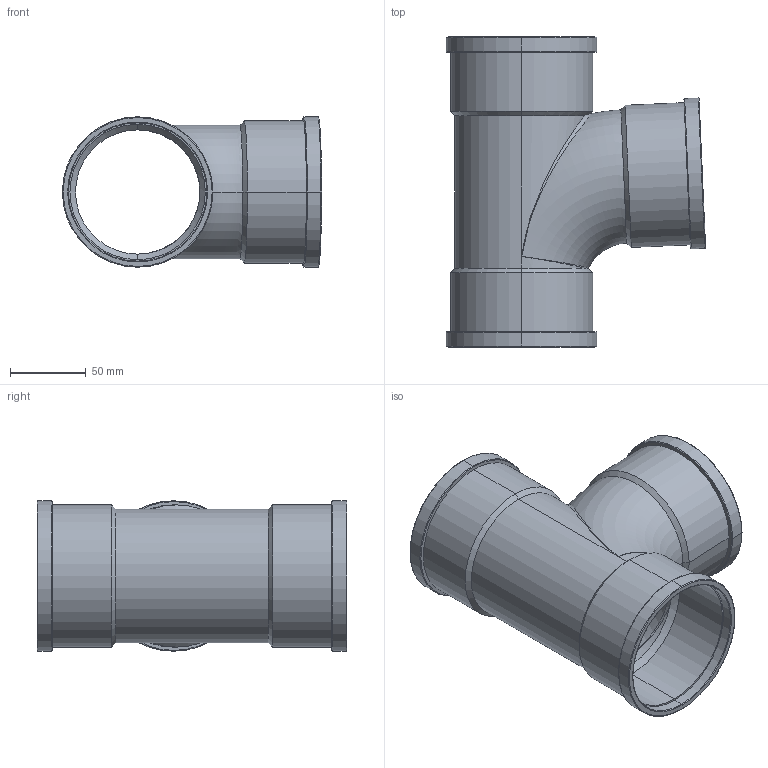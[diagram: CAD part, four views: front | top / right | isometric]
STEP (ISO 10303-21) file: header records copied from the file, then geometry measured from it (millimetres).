
FILE_DESCRIPTION (( 'STEP AP203' ), '1' );
FILE_NAME ('Fitting.STEP', '2020-03-16T22:53:02', ( '' ), ( '' ), 'SwSTEP 2.0', 'SolidWorks 2019', '' );
FILE_SCHEMA (( 'CONFIG_CONTROL_DESIGN' ));
Length unit declared in the file: millimetre
Products named in the file (1): Fitting
Bounding box: 171.4 x 205 x 99.5 mm (x, y, z)
Volume: 218993.7 mm3; surface area: 159513.4 mm2
Topology: 1 solids, 1 shells, 81 faces, 178 edges, 94 vertices
Faces by surface type: cylinder 34, torus 22, cone 12, plane 9, bspline 4
Entity records: 4493 total; most frequent: CARTESIAN_POINT 2679, DIRECTION 404, ORIENTED_EDGE 336, AXIS2_PLACEMENT_3D 180, EDGE_CURVE 168, CIRCLE 102, VERTEX_POINT 94, EDGE_LOOP 90
